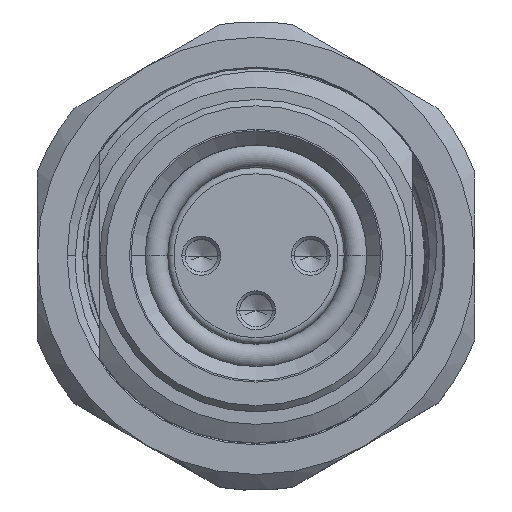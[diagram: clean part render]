
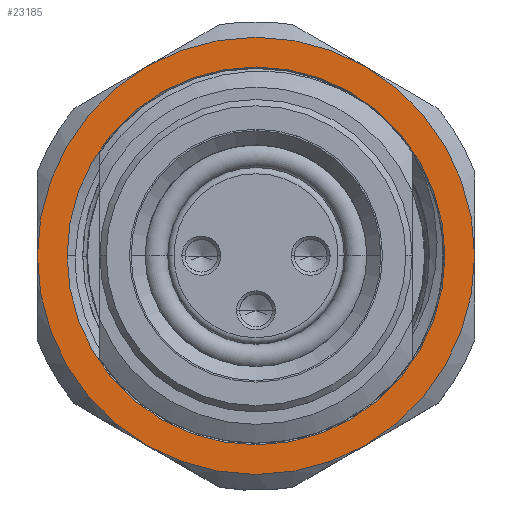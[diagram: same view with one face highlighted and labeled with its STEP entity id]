
A CAD part, top view. The second image highlights one B-rep face of the part: STEP entity #23185.
In plain terms, the highlighted planar face has unit normal (0, 0, 1).
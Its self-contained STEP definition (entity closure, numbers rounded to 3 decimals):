
#21783=CARTESIAN_POINT('',(0.,0.,2.2));
#21784=DIRECTION('',(0.,0.,-1.));
#21785=DIRECTION('',(-1.,0.,0.));
#21786=AXIS2_PLACEMENT_3D('',#21783,#21784,#21785);
#21788=CARTESIAN_POINT('',(0.,0.,2.2));
#21789=DIRECTION('',(0.,0.,-1.));
#21790=DIRECTION('',(1.,0.,0.));
#21791=AXIS2_PLACEMENT_3D('',#21788,#21789,#21790);
#21793=CARTESIAN_POINT('',(0.,0.,2.2));
#21794=DIRECTION('',(0.,0.,-1.));
#21795=DIRECTION('',(-0.5,-0.866,0.));
#21796=AXIS2_PLACEMENT_3D('',#21793,#21794,#21795);
#21798=CARTESIAN_POINT('',(0.,0.,2.2));
#21799=DIRECTION('',(0.,0.,-1.));
#21800=DIRECTION('',(-1.,0.,0.));
#21801=AXIS2_PLACEMENT_3D('',#21798,#21799,#21800);
#21803=CARTESIAN_POINT('',(0.,0.,2.2));
#21804=DIRECTION('',(0.,0.,-1.));
#21805=DIRECTION('',(0.5,0.866,0.));
#21806=AXIS2_PLACEMENT_3D('',#21803,#21804,#21805);
#21808=CARTESIAN_POINT('',(0.,0.,2.2));
#21809=DIRECTION('',(0.,0.,-1.));
#21810=DIRECTION('',(1.,0.,0.));
#21811=AXIS2_PLACEMENT_3D('',#21808,#21809,#21810);
#21818=CARTESIAN_POINT('',(0.,0.,2.2));
#21819=DIRECTION('',(0.,0.,1.));
#21820=DIRECTION('',(-0.5,-0.866,0.));
#21821=AXIS2_PLACEMENT_3D('',#21818,#21819,#21820);
#22110=CARTESIAN_POINT('',(0.,0.,2.2));
#22111=DIRECTION('',(0.,0.,1.));
#22112=DIRECTION('',(0.5,0.866,0.));
#22113=AXIS2_PLACEMENT_3D('',#22110,#22111,#22112);
#22345=CARTESIAN_POINT('',(-6.05,0.,2.2));
#22346=CARTESIAN_POINT('',(6.05,0.,2.2));
#22347=VERTEX_POINT('',#22345);
#22348=VERTEX_POINT('',#22346);
#22398=CARTESIAN_POINT('',(-3.5,-6.062,2.2));
#22399=CARTESIAN_POINT('',(-7.,0.,2.2));
#22400=VERTEX_POINT('',#22398);
#22401=VERTEX_POINT('',#22399);
#22402=CARTESIAN_POINT('',(-3.5,6.062,2.2));
#22403=VERTEX_POINT('',#22402);
#22404=CARTESIAN_POINT('',(3.5,6.062,2.2));
#22405=CARTESIAN_POINT('',(7.,0.,2.2));
#22406=VERTEX_POINT('',#22404);
#22407=VERTEX_POINT('',#22405);
#22408=CARTESIAN_POINT('',(3.5,-6.062,2.2));
#22409=VERTEX_POINT('',#22408);
#23162=CARTESIAN_POINT('',(0.,0.,2.2));
#23163=DIRECTION('',(0.,0.,1.));
#23164=DIRECTION('',(1.,0.,0.));
#23165=AXIS2_PLACEMENT_3D('',#23162,#23163,#23164);
#23166=PLANE('',#23165);
#23168=ORIENTED_EDGE('',*,*,#23167,.F.);
#23170=ORIENTED_EDGE('',*,*,#23169,.T.);
#23172=ORIENTED_EDGE('',*,*,#23171,.T.);
#23174=ORIENTED_EDGE('',*,*,#23173,.F.);
#23176=ORIENTED_EDGE('',*,*,#23175,.T.);
#23178=ORIENTED_EDGE('',*,*,#23177,.T.);
#23179=EDGE_LOOP('',(#23168,#23170,#23172,#23174,#23176,#23178));
#23180=FACE_OUTER_BOUND('',#23179,.F.);
#23181=ORIENTED_EDGE('',*,*,#22835,.F.);
#23182=ORIENTED_EDGE('',*,*,#23155,.F.);
#23183=EDGE_LOOP('',(#23181,#23182));
#23184=FACE_BOUND('',#23183,.F.);
#21787=CIRCLE('',#21786,6.05);
#21792=CIRCLE('',#21791,6.05);
#21797=CIRCLE('',#21796,7.);
#21802=CIRCLE('',#21801,7.);
#21807=CIRCLE('',#21806,7.);
#21812=CIRCLE('',#21811,7.);
#21822=CIRCLE('',#21821,7.);
#22114=CIRCLE('',#22113,7.);
#22835=EDGE_CURVE('',#22347,#22348,#21787,.T.);
#23155=EDGE_CURVE('',#22348,#22347,#21792,.T.);
#23167=EDGE_CURVE('',#22400,#22409,#21822,.T.);
#23169=EDGE_CURVE('',#22400,#22401,#21797,.T.);
#23171=EDGE_CURVE('',#22401,#22403,#21802,.T.);
#23173=EDGE_CURVE('',#22406,#22403,#22114,.T.);
#23175=EDGE_CURVE('',#22406,#22407,#21807,.T.);
#23177=EDGE_CURVE('',#22407,#22409,#21812,.T.);
#23185=ADVANCED_FACE('',(#23180,#23184),#23166,.T.);
